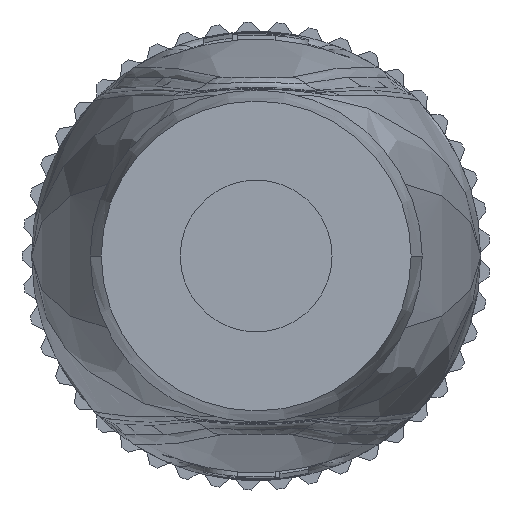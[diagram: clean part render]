
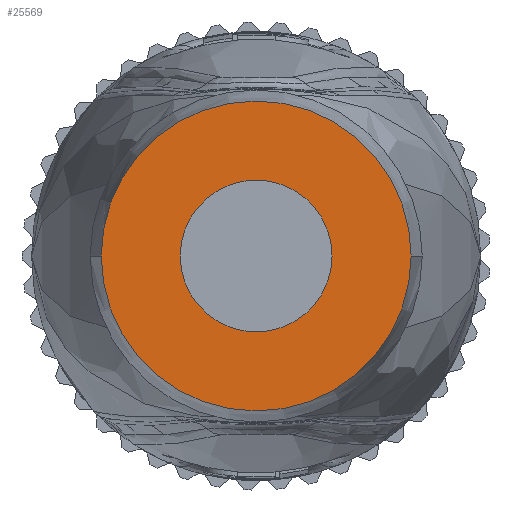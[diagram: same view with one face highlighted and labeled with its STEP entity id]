
A CAD part, front view. The second image highlights one B-rep face of the part: STEP entity #25569.
In plain terms, the highlighted planar face has unit normal (0, -1, 0).
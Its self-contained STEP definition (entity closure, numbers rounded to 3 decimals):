
#6794=CARTESIAN_POINT('',(0.,-46.8,0.));
#6795=DIRECTION('',(0.,1.,0.));
#6796=DIRECTION('',(1.,0.,0.));
#6797=AXIS2_PLACEMENT_3D('',#6794,#6795,#6796);
#6799=CARTESIAN_POINT('',(0.,-46.8,0.));
#6800=DIRECTION('',(0.,-1.,0.));
#6801=DIRECTION('',(1.,0.,0.));
#6802=AXIS2_PLACEMENT_3D('',#6799,#6800,#6801);
#6804=CARTESIAN_POINT('',(0.,-46.8,0.));
#6805=DIRECTION('',(0.,-1.,0.));
#6806=DIRECTION('',(0.,0.,-1.));
#6807=AXIS2_PLACEMENT_3D('',#6804,#6805,#6806);
#6809=CARTESIAN_POINT('',(0.,-46.8,0.));
#6810=DIRECTION('',(0.,-1.,0.));
#6811=DIRECTION('',(0.,0.,1.));
#6812=AXIS2_PLACEMENT_3D('',#6809,#6810,#6811);
#9105=CARTESIAN_POINT('',(4.9,-46.8,0.));
#9107=VERTEX_POINT('',#9105);
#9109=CARTESIAN_POINT('',(-4.9,-46.8,0.));
#9111=VERTEX_POINT('',#9109);
#9456=CARTESIAN_POINT('',(0.,-46.8,-2.4));
#9457=CARTESIAN_POINT('',(0.,-46.8,2.4));
#9458=VERTEX_POINT('',#9456);
#9459=VERTEX_POINT('',#9457);
#25554=CARTESIAN_POINT('',(0.,-46.8,0.));
#25555=DIRECTION('',(0.,-1.,0.));
#25556=DIRECTION('',(1.,0.,0.));
#25557=AXIS2_PLACEMENT_3D('',#25554,#25555,#25556);
#25558=PLANE('',#25557);
#25559=ORIENTED_EDGE('',*,*,#25512,.T.);
#25560=ORIENTED_EDGE('',*,*,#25535,.F.);
#25561=EDGE_LOOP('',(#25559,#25560));
#25562=FACE_OUTER_BOUND('',#25561,.F.);
#25564=ORIENTED_EDGE('',*,*,#25563,.T.);
#25566=ORIENTED_EDGE('',*,*,#25565,.T.);
#25567=EDGE_LOOP('',(#25564,#25566));
#25568=FACE_BOUND('',#25567,.F.);
#25569=ADVANCED_FACE('',(#25562,#25568),#25558,.T.);
#6798=CIRCLE('',#6797,4.9);
#6803=CIRCLE('',#6802,4.9);
#6808=CIRCLE('',#6807,2.4);
#6813=CIRCLE('',#6812,2.4);
#25512=EDGE_CURVE('',#9107,#9111,#6798,.T.);
#25535=EDGE_CURVE('',#9107,#9111,#6803,.T.);
#25563=EDGE_CURVE('',#9458,#9459,#6808,.T.);
#25565=EDGE_CURVE('',#9459,#9458,#6813,.T.);
